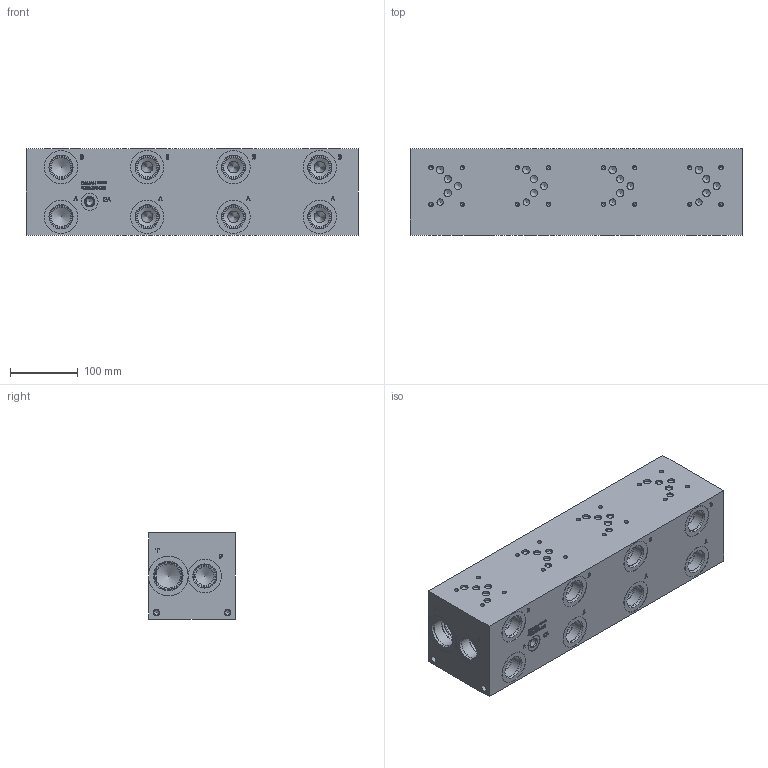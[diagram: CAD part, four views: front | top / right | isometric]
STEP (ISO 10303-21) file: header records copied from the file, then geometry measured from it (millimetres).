
FILE_DESCRIPTION(/* description */ (''),/* implementation_level */ '2;1');
FILE_NAME(/* name */ '_D05JP045S.stp',/* time_stamp */ '2020-03-25T08:47:42-04:00',/* author */ ('alexanderw'),/* organization */ (''),/* preprocessor_version */ 'ST-DEVELOPER v17',/* originating_system */ 'Autodesk Inventor 2019',/* authorisation */ '');
FILE_SCHEMA (('AUTOMOTIVE_DESIGN { 1 0 10303 214 3 1 1 }'));
Length unit declared in the file: millimetre
Products named in the file (1): Part_DD05JP045S_3D
Bounding box: 488.95 x 127 x 127 mm (x, y, z)
Volume: 7457689.6 mm3; surface area: 341156.8 mm2
Topology: 1 solids, 1 shells, 855 faces, 2313 edges, 1560 vertices
Faces by surface type: plane 436, bspline 181, cylinder 132, cone 106
Full cylindrical faces by diameter (mm): 5.105 x16, 6.35 x16, 7.925 x4, 9.525 x8, 10.312 x8, 10.719 x1, 11.125 x8, 12.9 x1, 14.275 x1, 14.529 x1, 25.019 x1, 27 x2, 28.575 x8, 31.267 x10, 33.34 x3, 33.35 x7, 33.757 x10, 35.509 x7, 35.712 x2, 39.218 x2, 41.275 x1, 41.28 x1, 41.758 x1, 43.51 x1, 49.124 x10
Entity records: 28239 total; most frequent: CARTESIAN_POINT 7029, ORIENTED_EDGE 4520, DIRECTION 3725, EDGE_CURVE 2260, VERTEX_POINT 1560, LINE 1421, VECTOR 1421, AXIS2_PLACEMENT_3D 1152
